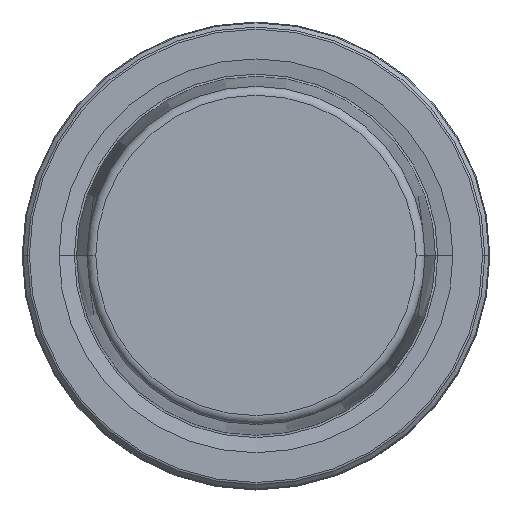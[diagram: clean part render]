
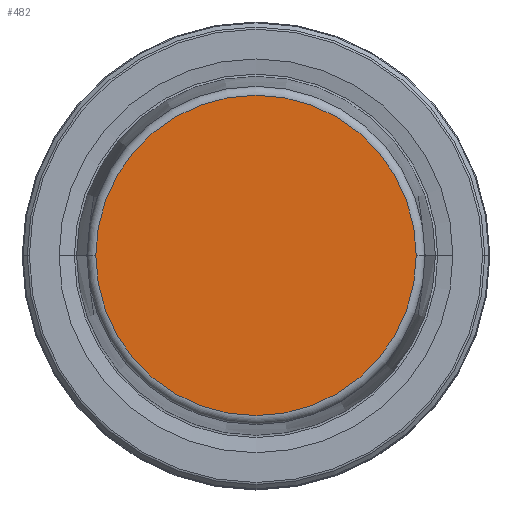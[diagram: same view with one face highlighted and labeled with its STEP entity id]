
A CAD part, top view. The second image highlights one B-rep face of the part: STEP entity #482.
In plain terms, the highlighted planar face has unit normal (0, 0, 1).
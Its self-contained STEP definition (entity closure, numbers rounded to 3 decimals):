
#31 = AXIS2_PLACEMENT_3D ( 'NONE', #1223, #767, #849 ) ;
#51 = AXIS2_PLACEMENT_3D ( 'NONE', #745, #593, #153 ) ;
#60 = DIRECTION ( 'NONE',  ( 0., 0., 1. ) ) ;
#81 = CARTESIAN_POINT ( 'NONE',  ( 21.581, 0., 31.9 ) ) ;
#153 = DIRECTION ( 'NONE',  ( 1., 0., 0. ) ) ;
#175 = ORIENTED_EDGE ( 'NONE', *, *, #594, .T. ) ;
#204 = ORIENTED_EDGE ( 'NONE', *, *, #696, .T. ) ;
#319 = FACE_OUTER_BOUND ( 'NONE', #1230, .T. ) ;
#386 = DIRECTION ( 'NONE',  ( 1., 0., 0. ) ) ;
#482 = ADVANCED_FACE ( 'NONE', ( #319 ), #838, .F. ) ;
#593 = DIRECTION ( 'NONE',  ( 0., 0., 1. ) ) ;
#594 = EDGE_CURVE ( 'NONE', #688, #830, #853, .T. ) ;
#641 = CARTESIAN_POINT ( 'NONE',  ( -21.581, 0., 31.9 ) ) ;
#662 = AXIS2_PLACEMENT_3D ( 'NONE', #738, #60, #386 ) ;
#688 = VERTEX_POINT ( 'NONE', #81 ) ;
#696 = EDGE_CURVE ( 'NONE', #830, #688, #1165, .T. ) ;
#738 = CARTESIAN_POINT ( 'NONE',  ( 0., 0., 31.9 ) ) ;
#745 = CARTESIAN_POINT ( 'NONE',  ( 0., 0., 31.9 ) ) ;
#767 = DIRECTION ( 'NONE',  ( 0., 0., -1. ) ) ;
#830 = VERTEX_POINT ( 'NONE', #641 ) ;
#838 = PLANE ( 'NONE',  #31 ) ;
#849 = DIRECTION ( 'NONE',  ( -1., 0., 0. ) ) ;
#853 = CIRCLE ( 'NONE', #662, 21.581 ) ;
#1165 = CIRCLE ( 'NONE', #51, 21.581 ) ;
#1223 = CARTESIAN_POINT ( 'NONE',  ( 0., 0., 31.9 ) ) ;
#1230 = EDGE_LOOP ( 'NONE', ( #175, #204 ) ) ;
